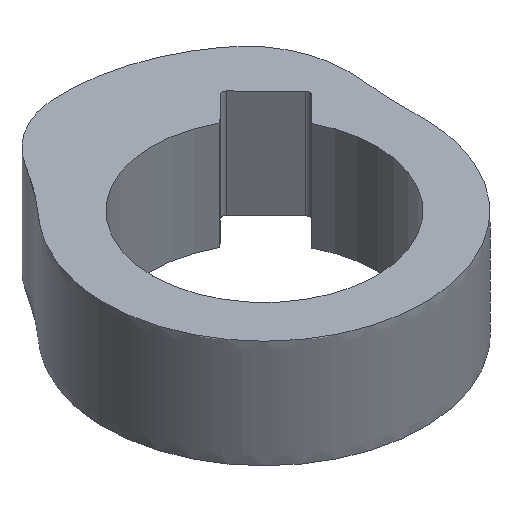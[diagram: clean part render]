
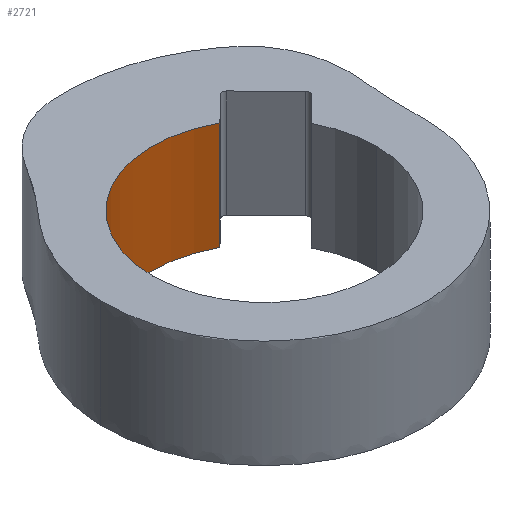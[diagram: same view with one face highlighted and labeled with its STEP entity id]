
A CAD part, isometric view. The second image highlights one B-rep face of the part: STEP entity #2721.
In plain terms, the highlighted cylindrical face has radius 5.2 mm (diameter 10.4 mm), a partial arc.
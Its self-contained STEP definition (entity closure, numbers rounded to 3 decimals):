
#2656=CARTESIAN_POINT('Axis2P3D Location',(0.,0.,2.5)) ;
#2661=CARTESIAN_POINT('Line Origine',(-5.2,0.,2.5)) ;
#2665=CARTESIAN_POINT('Vertex',(-5.2,0.,5.)) ;
#2667=CARTESIAN_POINT('Vertex',(-5.2,0.,0.)) ;
#2696=CARTESIAN_POINT('Line Origine',(2.501,4.559,2.5)) ;
#2700=CARTESIAN_POINT('Vertex',(2.501,4.559,0.)) ;
#2702=CARTESIAN_POINT('Vertex',(2.501,4.559,5.)) ;
#2705=CARTESIAN_POINT('Axis2P3D Location',(0.,0.,5.)) ;
#2710=CARTESIAN_POINT('Axis2P3D Location',(0.,0.,0.)) ;
#2657=DIRECTION('Axis2P3D Direction',(0.,0.,1.)) ;
#2658=DIRECTION('Axis2P3D XDirection',(1.,0.,0.)) ;
#2662=DIRECTION('Vector Direction',(0.,0.,1.)) ;
#2697=DIRECTION('Vector Direction',(0.,0.,1.)) ;
#2706=DIRECTION('Axis2P3D Direction',(0.,0.,1.)) ;
#2711=DIRECTION('Axis2P3D Direction',(0.,0.,1.)) ;
#2659=AXIS2_PLACEMENT_3D('Cylinder Axis2P3D',#2656,#2657,#2658) ;
#2707=AXIS2_PLACEMENT_3D('Circle Axis2P3D',#2705,#2706,$) ;
#2712=AXIS2_PLACEMENT_3D('Circle Axis2P3D',#2710,#2711,$) ;
#2716=ORIENTED_EDGE('',*,*,#2704,.T.) ;
#2717=ORIENTED_EDGE('',*,*,#2709,.T.) ;
#2718=ORIENTED_EDGE('',*,*,#2669,.T.) ;
#2719=ORIENTED_EDGE('',*,*,#2714,.F.) ;
#2663=VECTOR('Line Direction',#2662,1.) ;
#2698=VECTOR('Line Direction',#2697,1.) ;
#2721=ADVANCED_FACE('Corps principal',(#2720),#2660,.F.) ;
#2708=CIRCLE('generated circle',#2707,5.2) ;
#2713=CIRCLE('generated circle',#2712,5.2) ;
#2660=CYLINDRICAL_SURFACE('generated cylinder',#2659,5.2) ;
#2669=EDGE_CURVE('',#2666,#2668,#2664,.F.) ;
#2704=EDGE_CURVE('',#2701,#2703,#2699,.T.) ;
#2709=EDGE_CURVE('',#2703,#2666,#2708,.T.) ;
#2714=EDGE_CURVE('',#2701,#2668,#2713,.T.) ;
#2715=EDGE_LOOP('',(#2716,#2717,#2718,#2719)) ;
#2720=FACE_OUTER_BOUND('',#2715,.T.) ;
#2664=LINE('Line',#2661,#2663) ;
#2699=LINE('Line',#2696,#2698) ;
#2666=VERTEX_POINT('',#2665) ;
#2668=VERTEX_POINT('',#2667) ;
#2701=VERTEX_POINT('',#2700) ;
#2703=VERTEX_POINT('',#2702) ;
